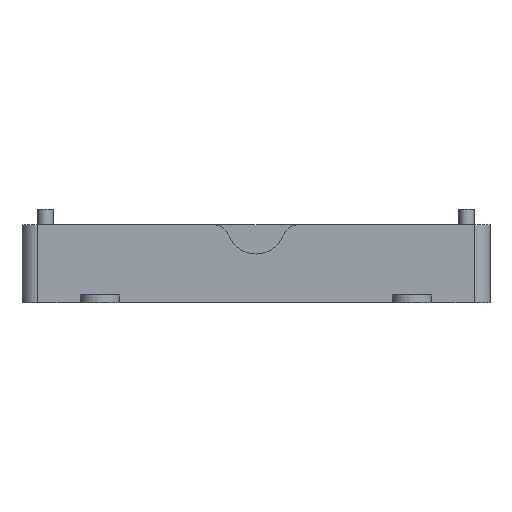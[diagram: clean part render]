
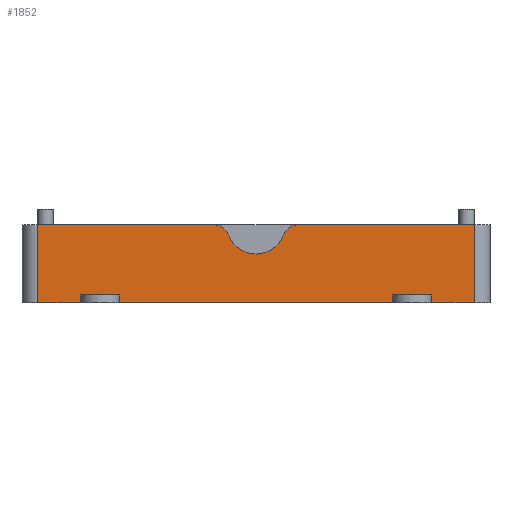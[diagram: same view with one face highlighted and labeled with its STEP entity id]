
A CAD part, front view. The second image highlights one B-rep face of the part: STEP entity #1852.
In plain terms, the highlighted planar face has unit normal (0, -1, 0).
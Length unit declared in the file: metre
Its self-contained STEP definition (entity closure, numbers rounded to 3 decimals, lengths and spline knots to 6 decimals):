
#89=LINE('',#2799,#281);
#92=LINE('',#2807,#284);
#95=LINE('',#2815,#287);
#100=LINE('',#2838,#292);
#104=LINE('',#2846,#296);
#110=LINE('',#2883,#302);
#111=LINE('',#2884,#303);
#112=LINE('',#2886,#304);
#113=LINE('',#2888,#305);
#114=LINE('',#2889,#306);
#115=LINE('',#2891,#307);
#116=LINE('',#2893,#308);
#117=LINE('',#2894,#309);
#281=VECTOR('',#2230,1.);
#284=VECTOR('',#2235,1.);
#287=VECTOR('',#2240,1.);
#292=VECTOR('',#2261,1.);
#296=VECTOR('',#2265,1.);
#302=VECTOR('',#2299,1.);
#303=VECTOR('',#2300,1.);
#304=VECTOR('',#2301,1.);
#305=VECTOR('',#2302,1.);
#306=VECTOR('',#2303,1.);
#307=VECTOR('',#2304,1.);
#308=VECTOR('',#2305,1.);
#309=VECTOR('',#2306,1.);
#544=ORIENTED_EDGE('',*,*,#1047,.F.);
#545=ORIENTED_EDGE('',*,*,#1063,.T.);
#546=ORIENTED_EDGE('',*,*,#1064,.F.);
#547=ORIENTED_EDGE('',*,*,#1065,.T.);
#548=ORIENTED_EDGE('',*,*,#1043,.F.);
#549=ORIENTED_EDGE('',*,*,#1066,.T.);
#550=ORIENTED_EDGE('',*,*,#1031,.T.);
#551=ORIENTED_EDGE('',*,*,#1067,.F.);
#552=ORIENTED_EDGE('',*,*,#1068,.T.);
#553=ORIENTED_EDGE('',*,*,#1069,.T.);
#554=ORIENTED_EDGE('',*,*,#1027,.T.);
#555=ORIENTED_EDGE('',*,*,#1070,.F.);
#556=ORIENTED_EDGE('',*,*,#1071,.T.);
#557=ORIENTED_EDGE('',*,*,#1072,.T.);
#558=ORIENTED_EDGE('',*,*,#1023,.T.);
#559=ORIENTED_EDGE('',*,*,#1073,.T.);
#1023=EDGE_CURVE('',#1285,#1284,#89,.T.);
#1027=EDGE_CURVE('',#1289,#1288,#92,.T.);
#1031=EDGE_CURVE('',#1293,#1292,#95,.T.);
#1043=EDGE_CURVE('',#1302,#1303,#100,.T.);
#1047=EDGE_CURVE('',#1306,#1307,#104,.T.);
#1063=EDGE_CURVE('',#1306,#1322,#1457,.T.);
#1064=EDGE_CURVE('',#1323,#1322,#1458,.T.);
#1065=EDGE_CURVE('',#1323,#1303,#1459,.T.);
#1066=EDGE_CURVE('',#1302,#1293,#110,.F.);
#1067=EDGE_CURVE('',#1324,#1292,#111,.T.);
#1068=EDGE_CURVE('',#1324,#1325,#112,.T.);
#1069=EDGE_CURVE('',#1325,#1289,#113,.T.);
#1070=EDGE_CURVE('',#1326,#1288,#114,.T.);
#1071=EDGE_CURVE('',#1326,#1327,#115,.T.);
#1072=EDGE_CURVE('',#1327,#1285,#116,.T.);
#1073=EDGE_CURVE('',#1284,#1307,#117,.T.);
#1284=VERTEX_POINT('',#2798);
#1285=VERTEX_POINT('',#2800);
#1288=VERTEX_POINT('',#2806);
#1289=VERTEX_POINT('',#2808);
#1292=VERTEX_POINT('',#2814);
#1293=VERTEX_POINT('',#2816);
#1302=VERTEX_POINT('',#2837);
#1303=VERTEX_POINT('',#2839);
#1306=VERTEX_POINT('',#2845);
#1307=VERTEX_POINT('',#2847);
#1322=VERTEX_POINT('',#2879);
#1323=VERTEX_POINT('',#2881);
#1324=VERTEX_POINT('',#2885);
#1325=VERTEX_POINT('',#2887);
#1326=VERTEX_POINT('',#2890);
#1327=VERTEX_POINT('',#2892);
#1457=CIRCLE('',#2011,0.004);
#1458=CIRCLE('',#2012,0.0075);
#1459=CIRCLE('',#2013,0.004);
#1515=EDGE_LOOP('',(#544,#545,#546,#547,#548,#549,#550,#551,#552,#553,#554,
#555,#556,#557,#558,#559));
#1659=FACE_BOUND('',#1515,.T.);
#1780=PLANE('',#2010);
#1852=ADVANCED_FACE('',(#1659),#1780,.T.);
#2010=AXIS2_PLACEMENT_3D('',#2877,#2291,#2292);
#2011=AXIS2_PLACEMENT_3D('',#2878,#2293,#2294);
#2012=AXIS2_PLACEMENT_3D('',#2880,#2295,#2296);
#2013=AXIS2_PLACEMENT_3D('',#2882,#2297,#2298);
#2230=DIRECTION('',(1.,0.,0.));
#2235=DIRECTION('',(1.,0.,0.));
#2240=DIRECTION('',(1.,0.,0.));
#2261=DIRECTION('',(1.,0.,0.));
#2265=DIRECTION('',(1.,0.,0.));
#2291=DIRECTION('',(0.,-1.,0.));
#2292=DIRECTION('',(1.,0.,0.));
#2293=DIRECTION('',(0.,-1.,0.));
#2294=DIRECTION('',(1.,0.,0.));
#2295=DIRECTION('',(0.,-1.,0.));
#2296=DIRECTION('',(1.,0.,0.));
#2297=DIRECTION('',(0.,-1.,0.));
#2298=DIRECTION('',(1.,0.,0.));
#2299=DIRECTION('',(0.,0.,1.));
#2300=DIRECTION('',(0.,0.,-1.));
#2301=DIRECTION('',(1.,0.,0.));
#2302=DIRECTION('',(0.,0.,-1.));
#2303=DIRECTION('',(0.,0.,-1.));
#2304=DIRECTION('',(1.,0.,0.));
#2305=DIRECTION('',(0.,0.,-1.));
#2306=DIRECTION('',(0.,0.,1.));
#2798=CARTESIAN_POINT('',(0.056,-0.055,-0.02));
#2799=CARTESIAN_POINT('',(0.,-0.055,-0.02));
#2800=CARTESIAN_POINT('',(0.045,-0.055,-0.02));
#2806=CARTESIAN_POINT('',(0.035,-0.055,-0.02));
#2807=CARTESIAN_POINT('',(0.,-0.055,-0.02));
#2808=CARTESIAN_POINT('',(-0.035,-0.055,-0.02));
#2814=CARTESIAN_POINT('',(-0.045,-0.055,-0.02));
#2815=CARTESIAN_POINT('',(0.,-0.055,-0.02));
#2816=CARTESIAN_POINT('',(-0.056,-0.055,-0.02));
#2837=CARTESIAN_POINT('',(-0.056,-0.055,0.));
#2838=CARTESIAN_POINT('',(0.,-0.055,0.));
#2839=CARTESIAN_POINT('',(-0.010782,-0.055,0.));
#2845=CARTESIAN_POINT('',(0.010782,-0.055,0.));
#2846=CARTESIAN_POINT('',(0.,-0.055,0.));
#2847=CARTESIAN_POINT('',(0.056,-0.055,0.));
#2877=CARTESIAN_POINT('',(0.,-0.055,-0.02));
#2878=CARTESIAN_POINT('',(0.010782,-0.055,-0.004));
#2879=CARTESIAN_POINT('',(0.007032,-0.055,-0.002609));
#2880=CARTESIAN_POINT('',(0.,-0.055,0.));
#2881=CARTESIAN_POINT('',(-0.007032,-0.055,-0.002609));
#2882=CARTESIAN_POINT('',(-0.010782,-0.055,-0.004));
#2883=CARTESIAN_POINT('',(-0.056,-0.055,-0.02));
#2884=CARTESIAN_POINT('',(-0.045,-0.055,-0.018));
#2885=CARTESIAN_POINT('',(-0.045,-0.055,-0.018));
#2886=CARTESIAN_POINT('',(0.,-0.055,-0.018));
#2887=CARTESIAN_POINT('',(-0.035,-0.055,-0.018));
#2888=CARTESIAN_POINT('',(-0.035,-0.055,-0.018));
#2889=CARTESIAN_POINT('',(0.035,-0.055,-0.018));
#2890=CARTESIAN_POINT('',(0.035,-0.055,-0.018));
#2891=CARTESIAN_POINT('',(0.,-0.055,-0.018));
#2892=CARTESIAN_POINT('',(0.045,-0.055,-0.018));
#2893=CARTESIAN_POINT('',(0.045,-0.055,-0.018));
#2894=CARTESIAN_POINT('',(0.056,-0.055,-0.02));
